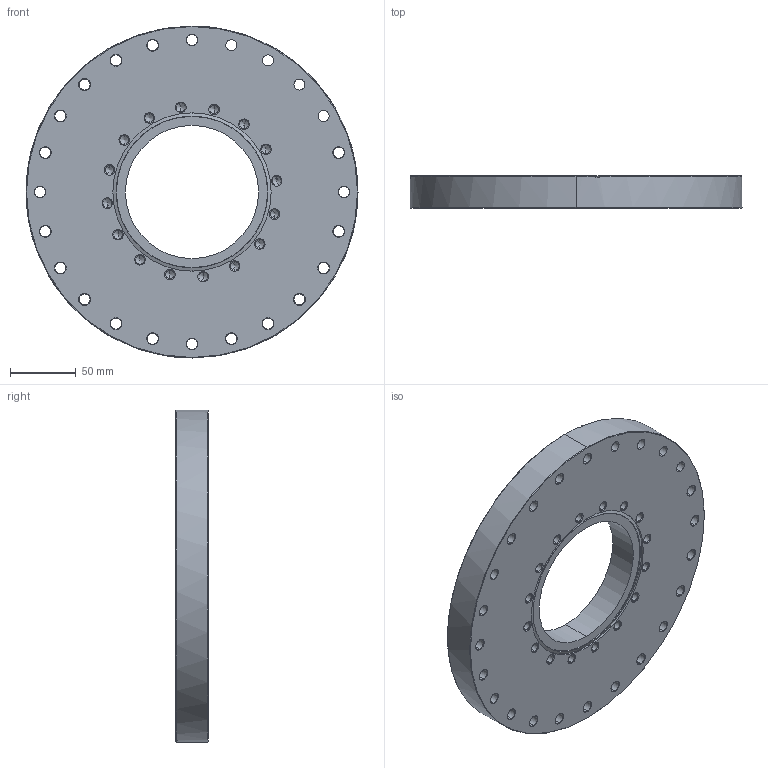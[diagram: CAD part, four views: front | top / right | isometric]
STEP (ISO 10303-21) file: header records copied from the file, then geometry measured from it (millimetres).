
FILE_DESCRIPTION (( 'STEP AP214' ), '1' );
FILE_NAME ('Hositrad_CFA200-100D.STEP', '2017-05-08T14:59:29', ( 'Gebruiker' ), ( '' ), 'SwSTEP 2.0', 'SolidWorks 2017', '' );
FILE_SCHEMA (( 'AUTOMOTIVE_DESIGN' ));
Length unit declared in the file: millimetre
Products named in the file (1): Hositrad_CFA200-100D
Bounding box: 253.2 x 24.6 x 253.2 mm (x, y, z)
Volume: 953789.4 mm3; surface area: 132606.1 mm2
Topology: 1 solids, 1 shells, 256 faces, 604 edges, 335 vertices
Faces by surface type: cone 157, cylinder 88, plane 11
Entity records: 7563 total; most frequent: DIRECTION 1391, CARTESIAN_POINT 1176, ORIENTED_EDGE 1144, EDGE_CURVE 572, AXIS2_PLACEMENT_3D 566, VERTEX_POINT 335, EDGE_LOOP 323, CIRCLE 309
